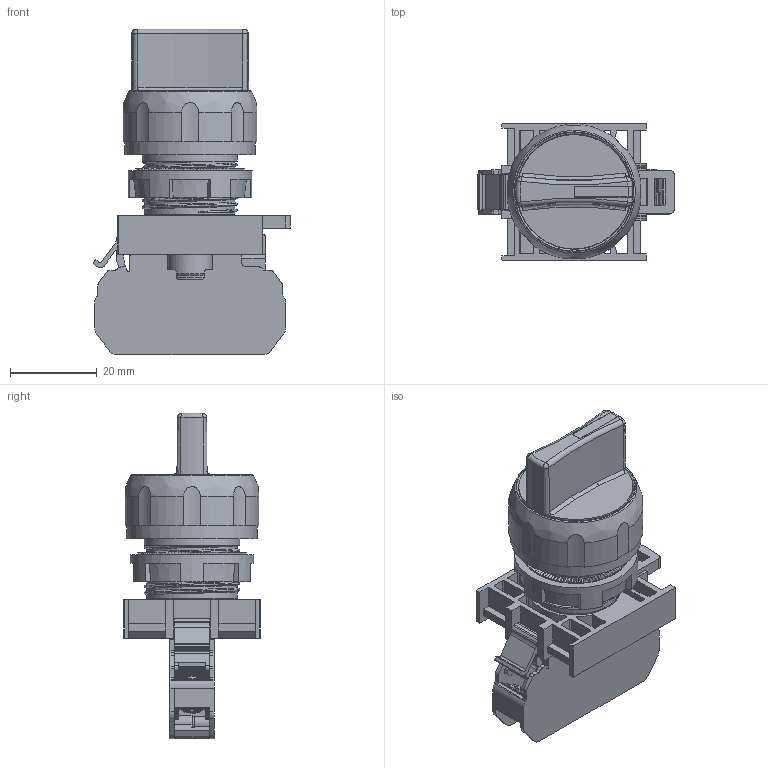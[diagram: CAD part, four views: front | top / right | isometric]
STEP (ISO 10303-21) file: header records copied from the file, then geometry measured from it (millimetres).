
FILE_DESCRIPTION(/* description */ (''),/* implementation_level */ '2;1');
FILE_NAME(/* name */ 'W22IS3-IHA-FMXXXLA (V2.0).stp',/* time_stamp */ '2020-07-30T10:19:53+06:00',/* author */ ('Owner'),/* organization */ (''),/* preprocessor_version */ 'ST-DEVELOPER v18',/* originating_system */ 'Autodesk Inventor 2020',/* authorisation */ '');
FILE_SCHEMA (('AUTOMOTIVE_DESIGN { 1 0 10303 214 3 1 1 }'));
Products named in the file (1): Part13
Bounding box: 45.52 x 31.5 x 74.8 mm (x, y, z)
Volume: 22411.3 mm3; surface area: 36421.4 mm2
Topology: 5 solids, 22 shells, 4119 faces, 11126 edges, 7175 vertices
Faces by surface type: plane 2710, cylinder 678, bspline 569, cone 69, torus 64, sphere 29
Full cylindrical faces by diameter (mm): 0.336 x1, 0.382 x1, 1.198 x12, 1.385 x4, 1.55 x2, 1.573 x8, 1.597 x4, 1.996 x8, 2.36 x1, 2.45 x2, 2.753 x2, 2.758 x1, 2.833 x1, 3.1 x2, 3.15 x2, 3.39 x2, 3.402 x1, 3.7 x2, 3.928 x1, 4.42 x2, 4.714 x1, 5.329 x1, 5.827 x1, 5.9 x2, 6.236 x1, 6.573 x1, 6.849 x1, 7.5 x2, 8.1 x1, 8.5 x1
Entity records: 145809 total; most frequent: CARTESIAN_POINT 40333, ORIENTED_EDGE 22258, DIRECTION 19136, EDGE_CURVE 11129, LINE 7510, VECTOR 7510, VERTEX_POINT 7175, AXIS2_PLACEMENT_3D 5813
